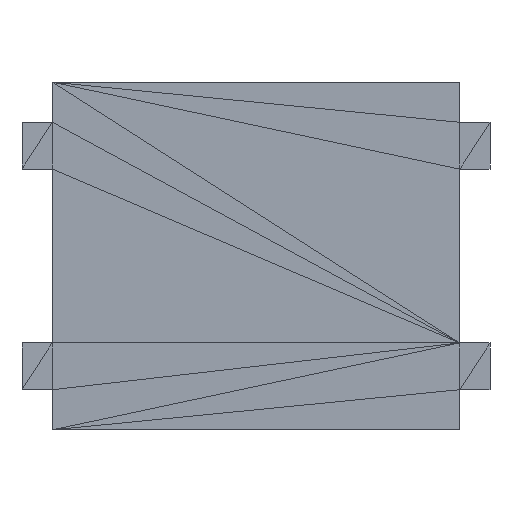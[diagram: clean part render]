
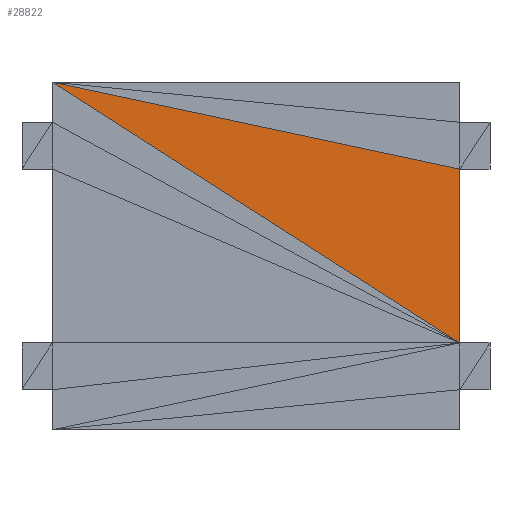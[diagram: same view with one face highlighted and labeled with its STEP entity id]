
A CAD part, front view. The second image highlights one B-rep face of the part: STEP entity #28822.
In plain terms, the highlighted planar face has unit normal (0, -1, 0).
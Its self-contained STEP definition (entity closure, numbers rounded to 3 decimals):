
#2376=FACE_OUTER_BOUND('',#4780,.T.);
#4780=EDGE_LOOP('',(#23928,#23929,#23930));
#8379=LINE('',#46816,#11985);
#8382=LINE('',#46822,#11988);
#8384=LINE('',#46825,#11990);
#11985=VECTOR('',#39559,1.);
#11988=VECTOR('',#39566,1.);
#11990=VECTOR('',#39570,1.);
#13222=VERTEX_POINT('',#46767);
#13231=VERTEX_POINT('',#46803);
#13235=VERTEX_POINT('',#46814);
#16795=EDGE_CURVE('',#13235,#13231,#8379,.T.);
#16798=EDGE_CURVE('',#13235,#13222,#8382,.T.);
#16800=EDGE_CURVE('',#13222,#13231,#8384,.T.);
#23928=ORIENTED_EDGE('',*,*,#16795,.F.);
#23929=ORIENTED_EDGE('',*,*,#16798,.T.);
#23930=ORIENTED_EDGE('',*,*,#16800,.T.);
#26418=PLANE('',#31240);
#28822=ADVANCED_FACE('',(#2376),#26418,.T.);
#31240=AXIS2_PLACEMENT_3D('',#46824,#39568,#39569);
#39559=DIRECTION('',(0.978,0.,-0.208));
#39566=DIRECTION('',(0.843,0.,-0.539));
#39568=DIRECTION('center_axis',(0.,-1.,0.));
#39569=DIRECTION('ref_axis',(0.,0.,-1.));
#39570=DIRECTION('',(0.,0.,1.));
#46767=CARTESIAN_POINT('',(3.05,0.,-1.95));
#46803=CARTESIAN_POINT('',(3.05,0.,-0.65));
#46814=CARTESIAN_POINT('',(0.,0.,0.));
#46816=CARTESIAN_POINT('',(0.,0.,0.));
#46822=CARTESIAN_POINT('',(0.,0.,0.));
#46824=CARTESIAN_POINT('Origin',(3.05,0.,-1.95));
#46825=CARTESIAN_POINT('',(3.05,0.,-1.95));
